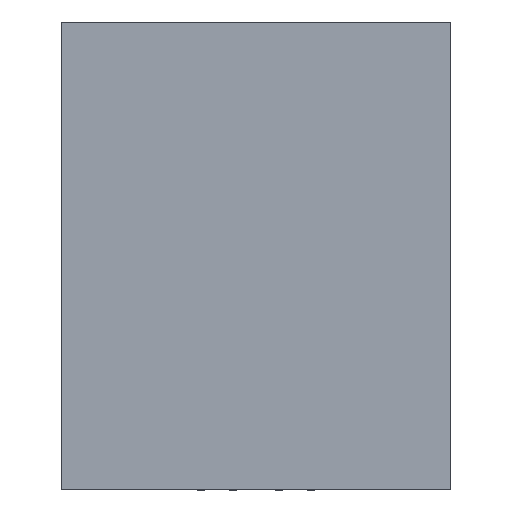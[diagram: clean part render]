
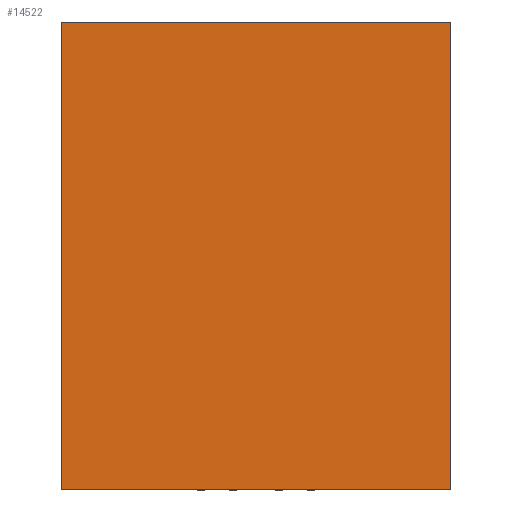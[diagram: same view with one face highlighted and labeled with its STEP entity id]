
A CAD part, top view. The second image highlights one B-rep face of the part: STEP entity #14522.
In plain terms, the highlighted face is planar.
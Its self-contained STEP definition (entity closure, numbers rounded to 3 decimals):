
#11963=DIRECTION('',(0.,0.,1.));
#11964=VECTOR('',#11963,3.);
#11965=CARTESIAN_POINT('',(-1.25,0.775,-1.5));
#11966=LINE('',#11965,#11964);
#11970=DIRECTION('',(-1.,0.,0.));
#11971=VECTOR('',#11970,2.5);
#11972=CARTESIAN_POINT('',(1.25,0.775,-1.5));
#11973=LINE('',#11972,#11971);
#11977=DIRECTION('',(0.,0.,-1.));
#11978=VECTOR('',#11977,3.);
#11979=CARTESIAN_POINT('',(1.25,0.775,1.5));
#11980=LINE('',#11979,#11978);
#11984=DIRECTION('',(1.,0.,0.));
#11985=VECTOR('',#11984,2.5);
#11986=CARTESIAN_POINT('',(-1.25,0.775,1.5));
#11987=LINE('',#11986,#11985);
#12834=CARTESIAN_POINT('',(-1.25,0.775,-1.5));
#12835=CARTESIAN_POINT('',(-1.25,0.775,1.5));
#12836=VERTEX_POINT('',#12834);
#12837=VERTEX_POINT('',#12835);
#12838=CARTESIAN_POINT('',(1.25,0.775,1.5));
#12839=VERTEX_POINT('',#12838);
#12840=CARTESIAN_POINT('',(1.25,0.775,-1.5));
#12841=VERTEX_POINT('',#12840);
#14511=CARTESIAN_POINT('',(0.,0.775,0.));
#14512=DIRECTION('',(0.,1.,0.));
#14513=DIRECTION('',(1.,0.,0.));
#14514=AXIS2_PLACEMENT_3D('',#14511,#14512,#14513);
#14515=PLANE('',#14514);
#14516=ORIENTED_EDGE('',*,*,#13612,.F.);
#14517=ORIENTED_EDGE('',*,*,#13684,.F.);
#14518=ORIENTED_EDGE('',*,*,#13937,.F.);
#14519=ORIENTED_EDGE('',*,*,#14370,.F.);
#14520=EDGE_LOOP('',(#14516,#14517,#14518,#14519));
#14521=FACE_OUTER_BOUND('',#14520,.F.);
#14522=ADVANCED_FACE('',(#14521),#14515,.T.);
#13612=EDGE_CURVE('',#12836,#12837,#11966,.T.);
#13684=EDGE_CURVE('',#12841,#12836,#11973,.T.);
#13937=EDGE_CURVE('',#12839,#12841,#11980,.T.);
#14370=EDGE_CURVE('',#12837,#12839,#11987,.T.);
